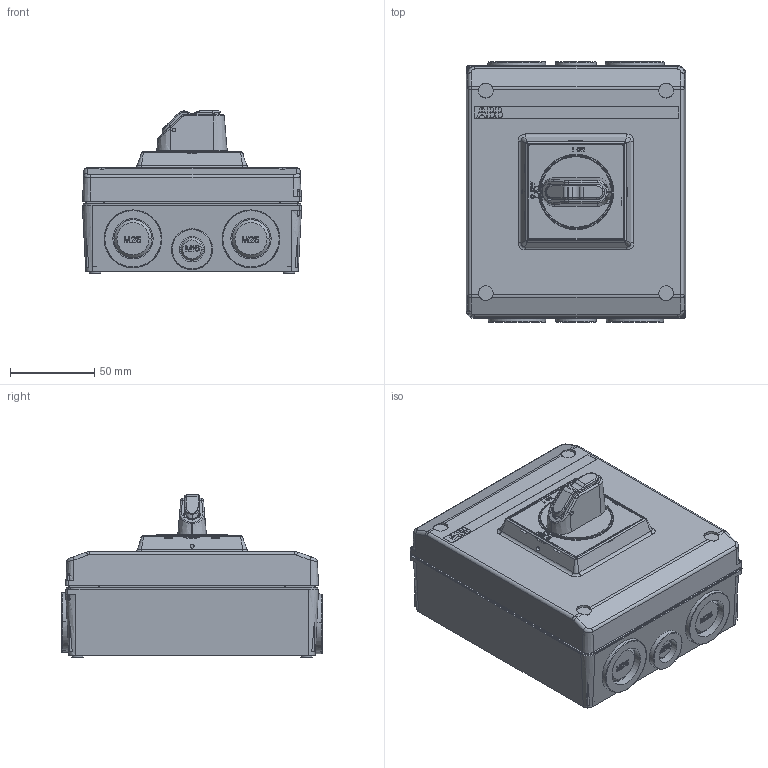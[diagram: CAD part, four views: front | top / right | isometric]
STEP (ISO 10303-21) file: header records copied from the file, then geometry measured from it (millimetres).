
FILE_DESCRIPTION((''),'2;1');
FILE_NAME('OTP25B3M_SW0002','2021-06-23T09:22:44',('FIJOKON'),(''),'CREO PARAMETRIC BY PTC INC, 2020184','CREO PARAMETRIC BY PTC INC, 2020184','');
FILE_SCHEMA(('AUTOMOTIVE_DESIGN { 1 0 10303 214 1 1 1 1 }'));
Products named in the file (1): OTP25B3M_SW0002
Bounding box: 130.12 x 154.32 x 96.1 mm (x, y, z)
Volume: 1212262.4 mm3; surface area: 97220.4 mm2
Topology: 1 solids, 3 shells, 3074 faces, 8436 edges, 5551 vertices
Faces by surface type: plane 2326, cylinder 455, bspline 97, cone 70, extrusion 62, torus 60, sphere 4
Entity records: 119169 total; most frequent: CARTESIAN_POINT 31010, ORIENTED_EDGE 16838, DIRECTION 14914, EDGE_CURVE 8419, VECTOR 6805, LINE 6743, VERTEX_POINT 5551, AXIS2_PLACEMENT_3D 4053
